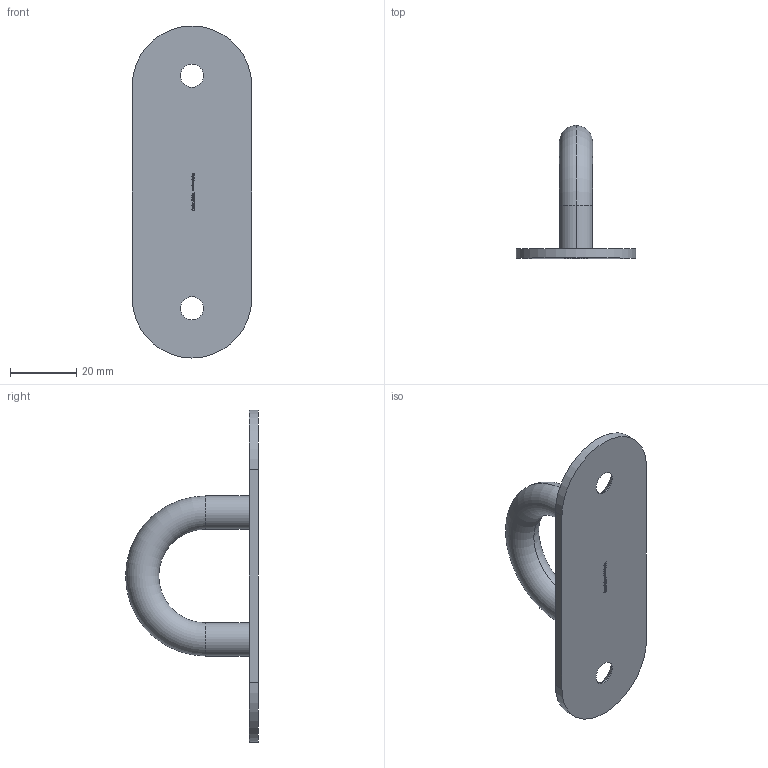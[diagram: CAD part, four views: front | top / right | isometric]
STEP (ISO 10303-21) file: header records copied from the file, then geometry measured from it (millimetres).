
FILE_DESCRIPTION (( 'STEP AP203' ), '1' );
FILE_NAME ('100074010.step', '2017-10-30T09:54:37', ( '' ), ( '' ), 'SwSTEP 2.0', 'SolidWorks 2015', '' );
FILE_SCHEMA (( 'CONFIG_CONTROL_DESIGN' ));
Length unit declared in the file: millimetre
Products named in the file (1): 100074010
Bounding box: 36 x 40 x 100 mm (x, y, z)
Volume: 15685.8 mm3; surface area: 9796.8 mm2
Topology: 1 solids, 1 shells, 225 faces, 583 edges, 386 vertices
Faces by surface type: plane 115, bspline 93, cylinder 11, cone 4, torus 2
Entity records: 12760 total; most frequent: CARTESIAN_POINT 7776, ORIENTED_EDGE 1166, DIRECTION 691, EDGE_CURVE 583, VERTEX_POINT 386, LINE 369, VECTOR 369, EDGE_LOOP 257
